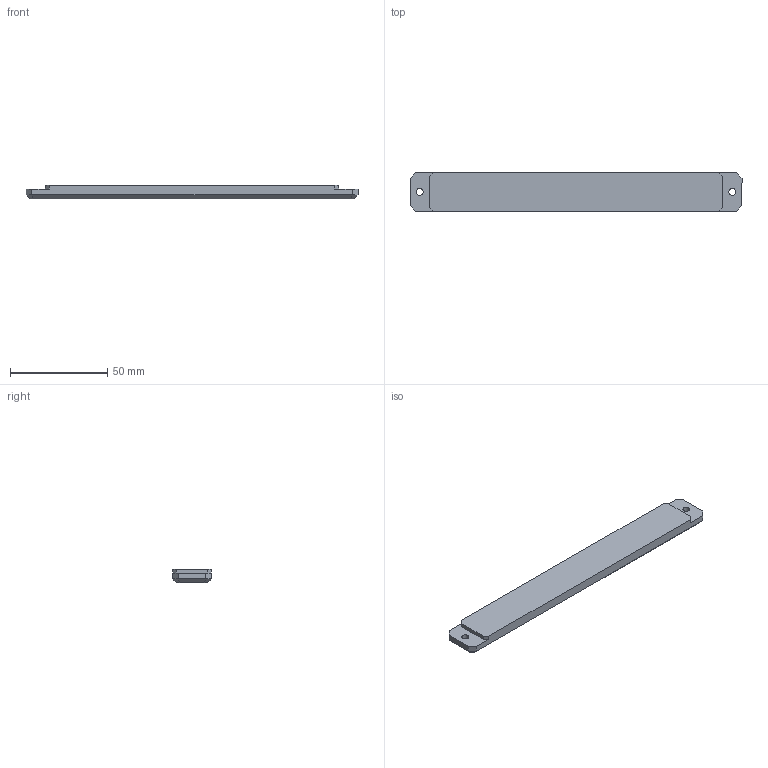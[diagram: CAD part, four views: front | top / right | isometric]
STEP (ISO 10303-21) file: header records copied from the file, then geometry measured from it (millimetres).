
FILE_DESCRIPTION(/* description */ (''),/* implementation_level */ '2;1');
FILE_NAME(/* name */ 'Front Panel - Blank.step',/* time_stamp */ '2022-05-17T10:00:11-05:00',/* author */ (''),/* organization */ (''),/* preprocessor_version */ 'ST-DEVELOPER v18.1',/* originating_system */ 'Autodesk Translation Framework v10.14.0.1471',/* authorisation */ '');
FILE_SCHEMA (('AUTOMOTIVE_DESIGN { 1 0 10303 214 3 1 1 }'));
Length unit declared in the file: millimetre
Products named in the file (1): Front Panel - Blank
Bounding box: 170.99 x 20 x 7 mm (x, y, z)
Volume: 22189.2 mm3; surface area: 8980.4 mm2
Topology: 1 solids, 1 shells, 28 faces, 70 edges, 44 vertices
Faces by surface type: plane 26, cylinder 2
Full cylindrical faces by diameter (mm): 3.6 x2
Entity records: 855 total; most frequent: CARTESIAN_POINT 143, ORIENTED_EDGE 140, DIRECTION 132, EDGE_CURVE 70, LINE 66, VECTOR 66, VERTEX_POINT 44, AXIS2_PLACEMENT_3D 33
